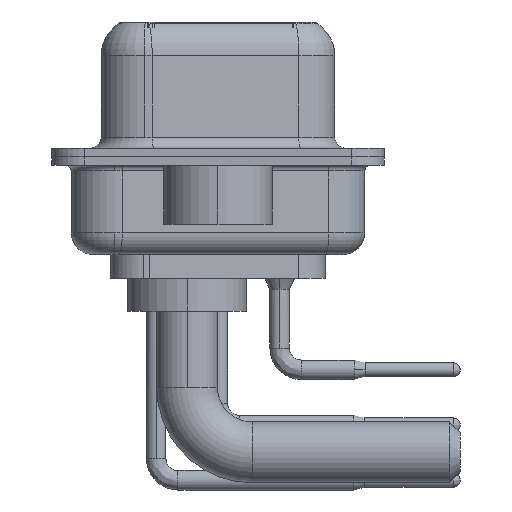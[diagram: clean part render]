
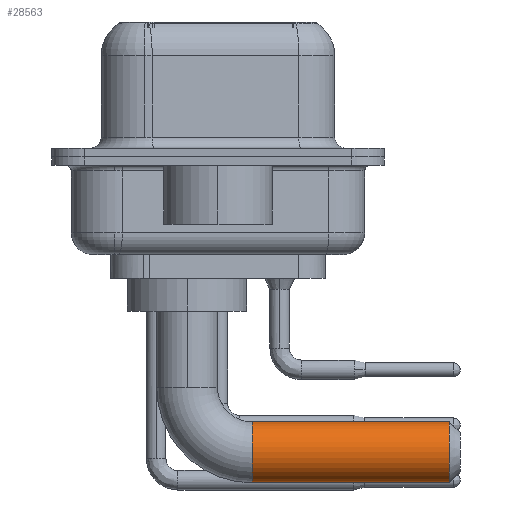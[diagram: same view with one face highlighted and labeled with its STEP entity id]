
A CAD part, left-side view. The second image highlights one B-rep face of the part: STEP entity #28563.
In plain terms, the highlighted cylindrical face has radius 1.4 mm (diameter 2.8 mm), a partial arc.
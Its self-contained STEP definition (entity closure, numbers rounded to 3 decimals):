
#2511 = CARTESIAN_POINT ( 'NONE',  ( 0., -3., -5.1 ) ) ;
#2723 = CARTESIAN_POINT ( 'NONE',  ( 0., -12.07, -5.1 ) ) ;
#3110 = ORIENTED_EDGE ( 'NONE', *, *, #9511, .F. ) ;
#3265 = EDGE_CURVE ( 'NONE', #7493, #22012, #29330, .T. ) ;
#3591 = VERTEX_POINT ( 'NONE', #13483 ) ;
#3733 = DIRECTION ( 'NONE',  ( -1., 0., 0. ) ) ;
#4607 = CARTESIAN_POINT ( 'NONE',  ( 0., -3., -6.5 ) ) ;
#5597 = VECTOR ( 'NONE', #8778, 1000. ) ;
#5701 = LINE ( 'NONE', #2511, #5597 ) ;
#6073 = CARTESIAN_POINT ( 'NONE',  ( 0., -12.07, -6.5 ) ) ;
#7493 = VERTEX_POINT ( 'NONE', #11138 ) ;
#8778 = DIRECTION ( 'NONE',  ( 0., -1., 0. ) ) ;
#8793 = AXIS2_PLACEMENT_3D ( 'NONE', #6073, #16542, #19610 ) ;
#9028 = VERTEX_POINT ( 'NONE', #2723 ) ;
#9511 = EDGE_CURVE ( 'NONE', #7493, #9028, #5701, .T. ) ;
#10698 = ORIENTED_EDGE ( 'NONE', *, *, #3265, .T. ) ;
#11138 = CARTESIAN_POINT ( 'NONE',  ( 0., -3., -5.1 ) ) ;
#12451 = ORIENTED_EDGE ( 'NONE', *, *, #26662, .T. ) ;
#13438 = AXIS2_PLACEMENT_3D ( 'NONE', #4607, #31857, #24454 ) ;
#13483 = CARTESIAN_POINT ( 'NONE',  ( 0., -12.07, -7.9 ) ) ;
#14535 = AXIS2_PLACEMENT_3D ( 'NONE', #19323, #29800, #3733 ) ;
#15114 = CARTESIAN_POINT ( 'NONE',  ( 0., -3., -7.9 ) ) ;
#16542 = DIRECTION ( 'NONE',  ( 0., 1., 0. ) ) ;
#17633 = CYLINDRICAL_SURFACE ( 'NONE', #13438, 1.4 ) ;
#19323 = CARTESIAN_POINT ( 'NONE',  ( 0., -3., -6.5 ) ) ;
#19610 = DIRECTION ( 'NONE',  ( 0., 0., -1. ) ) ;
#20200 = FACE_OUTER_BOUND ( 'NONE', #31597, .T. ) ;
#21141 = CARTESIAN_POINT ( 'NONE',  ( 0., -3., -7.9 ) ) ;
#22012 = VERTEX_POINT ( 'NONE', #21141 ) ;
#23593 = CIRCLE ( 'NONE', #8793, 1.4 ) ;
#24454 = DIRECTION ( 'NONE',  ( 0., 0., -1. ) ) ;
#25450 = EDGE_CURVE ( 'NONE', #3591, #9028, #23593, .T. ) ;
#25542 = DIRECTION ( 'NONE',  ( 0., -1., 0. ) ) ;
#26652 = ORIENTED_EDGE ( 'NONE', *, *, #25450, .T. ) ;
#26662 = EDGE_CURVE ( 'NONE', #22012, #3591, #33467, .T. ) ;
#27452 = VECTOR ( 'NONE', #25542, 1000. ) ;
#28563 = ADVANCED_FACE ( 'NONE', ( #20200 ), #17633, .T. ) ;
#29330 = CIRCLE ( 'NONE', #14535, 1.4 ) ;
#29800 = DIRECTION ( 'NONE',  ( 0., -1., 0. ) ) ;
#31597 = EDGE_LOOP ( 'NONE', ( #3110, #10698, #12451, #26652 ) ) ;
#31857 = DIRECTION ( 'NONE',  ( 0., -1., 0. ) ) ;
#33467 = LINE ( 'NONE', #15114, #27452 ) ;
